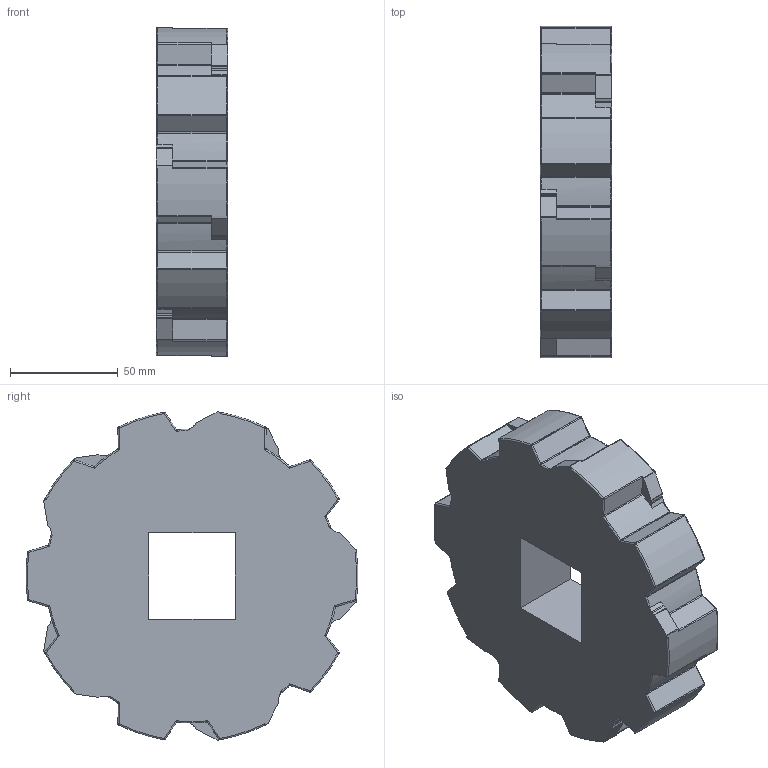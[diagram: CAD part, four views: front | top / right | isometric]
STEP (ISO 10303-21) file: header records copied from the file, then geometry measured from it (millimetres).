
FILE_DESCRIPTION (( 'STEP AP214' ), '1' );
FILE_NAME ('Rexnord-KU2010 TruTrack Thermoplastic Sprocket-KU2010 TruTrack Thermoplastic-10T 40MM Square Bore.STEP', '2021-01-15T15:39:00', ( '' ), ( '' ), 'SwSTEP 2.0', 'SolidWorks 2020', '' );
FILE_SCHEMA (( 'AUTOMOTIVE_DESIGN' ));
Length unit declared in the file: inch
Products named in the file (1): Rexnord-KU2010 TruTrack Thermoplastic Sprocket-KU2010 TruTrack Thermoplastic-10T 40MM Square Bore
Bounding box: 33.02 x 153.75 x 152.08 mm (x, y, z)
Volume: 506810 mm3; surface area: 54931.3 mm2
Topology: 1 solids, 1 shells, 315 faces, 803 edges, 448 vertices
Faces by surface type: cylinder 131, plane 76, torus 42, sphere 36, bspline 30
Entity records: 10623 total; most frequent: CARTESIAN_POINT 3371, DIRECTION 1587, ORIENTED_EDGE 1498, EDGE_CURVE 749, AXIS2_PLACEMENT_3D 632, VERTEX_POINT 436, CIRCLE 346, VECTOR 323
